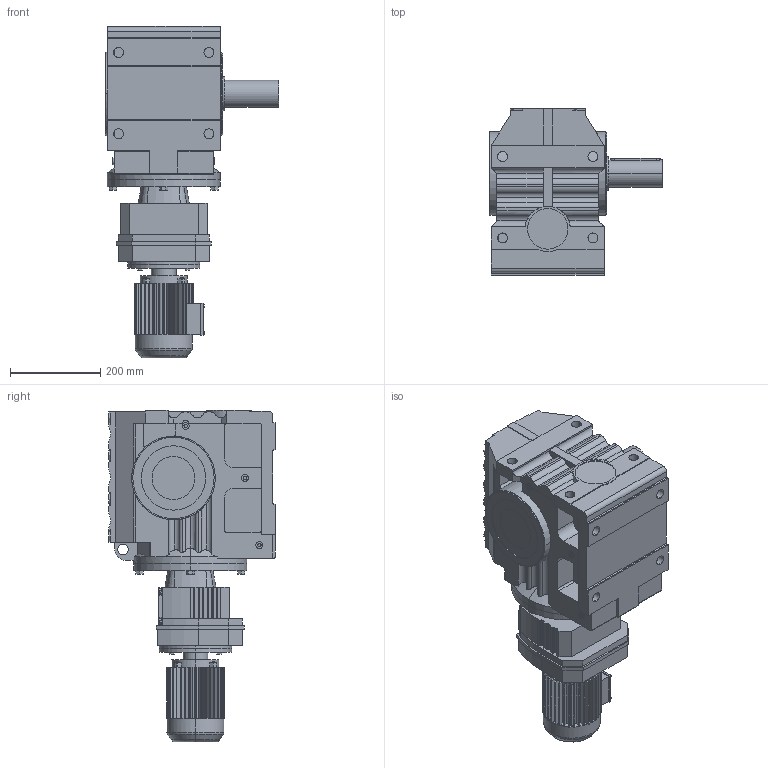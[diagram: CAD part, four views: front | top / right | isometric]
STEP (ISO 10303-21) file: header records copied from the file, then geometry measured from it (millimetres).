
FILE_DESCRIPTION(('Open CASCADE Model'),'2;1');
FILE_NAME('Open CASCADE Shape Model','2019-08-20T17:44:06',('Author'),( 'Open CASCADE'),'Open CASCADE STEP processor 6.3','Open CASCADE 6.3' ,'Unknown');
FILE_SCHEMA(('AUTOMOTIVE_DESIGN_CC2 { 1 2 10303 214 -1 1 5 4 }'));
Length unit declared in the file: millimetre
Products named in the file (5): 1_S87R57-Y63M-A; S47‵97_87.step; 萇儂_160_Y63M.step; R_87_57.step; す瑩妗陑粣S_87_S.step
Assembly tree (4 placements, depth 2):
  1_S87R57-Y63M-A
    S47‵97_87.step
    萇儂_160_Y63M.step
    R_87_57.step
    す瑩妗陑粣S_87_S.step
Bounding box: 385 x 368 x 734 mm (x, y, z)
Volume: 32709271.5 mm3; surface area: 1419951.8 mm2
Topology: 4 solids, 4 shells, 1104 faces, 2975 edges, 1937 vertices
Faces by surface type: plane 744, cylinder 335, cone 21, torus 4
Entity records: 81724 total; most frequent: CARTESIAN_POINT 25416, DIRECTION 9648, ORIENTED_EDGE 5946, PCURVE 5946, DEFINITIONAL_REPRESENTATION 5946, LINE 5407, VECTOR 5407, EDGE_CURVE 2973
